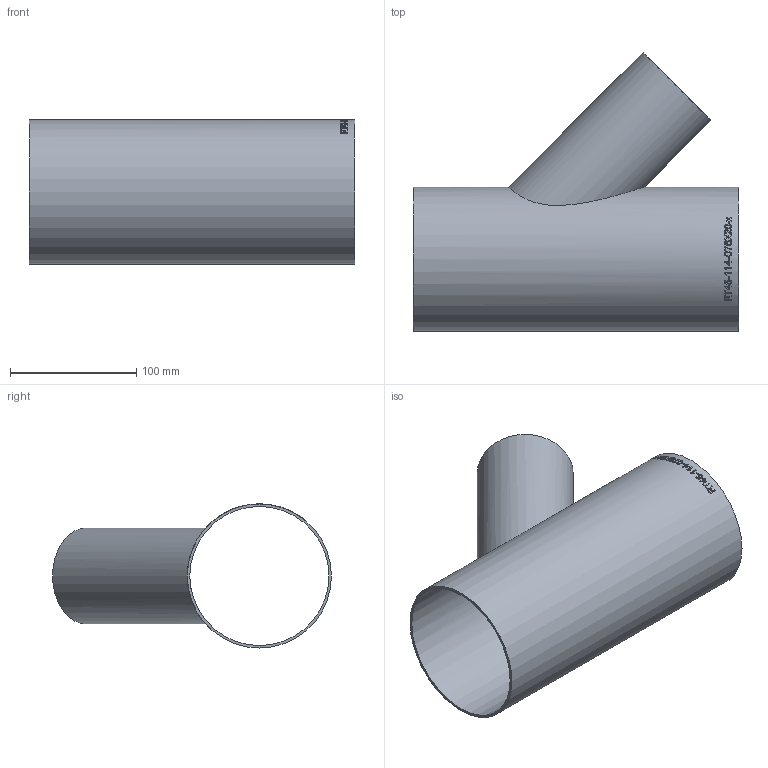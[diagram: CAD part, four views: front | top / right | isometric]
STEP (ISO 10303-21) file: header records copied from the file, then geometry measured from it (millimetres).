
FILE_DESCRIPTION (( 'STEP AP214' ), '1' );
FILE_NAME ('RT45-114-076X20-x T-Stück 45°reduziert Ø114,3 L258 1911.STEP', '2019-11-20T08:07:05', ( '' ), ( '' ), 'SwSTEP 2.0', 'SolidWorks 2016', '' );
FILE_SCHEMA (( 'AUTOMOTIVE_DESIGN' ));
Length unit declared in the file: millimetre
Products named in the file (1): RT45-114-076X20-x T-Stück 45°reduziert Ø114,3 L258  1911
Bounding box: 258 x 221.14 x 114.3 mm (x, y, z)
Volume: 226882.1 mm3; surface area: 228649.1 mm2
Topology: 1 solids, 1 shells, 215 faces, 571 edges, 381 vertices
Faces by surface type: bspline 103, plane 85, cylinder 27
Full cylindrical faces by diameter (mm): 72.1 x1, 76.1 x1, 110.3 x1, 114.3 x1
Entity records: 24089 total; most frequent: CARTESIAN_POINT 17378, ORIENTED_EDGE 1126, EDGE_CURVE 563, DIRECTION 555, VERTEX_POINT 378, B_SPLINE_CURVE_WITH_KNOTS 334, EDGE_LOOP 247, FACE_OUTER_BOUND 219
